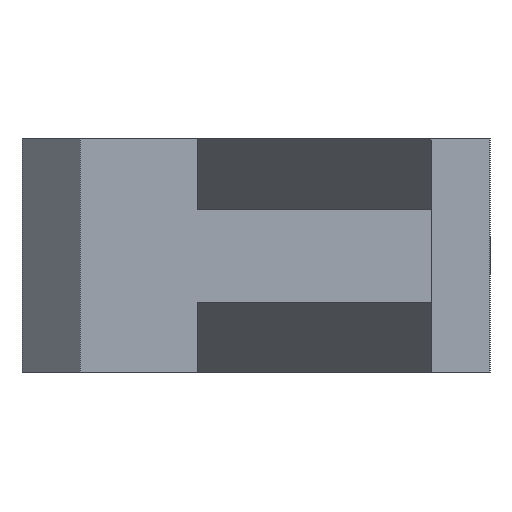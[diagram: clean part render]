
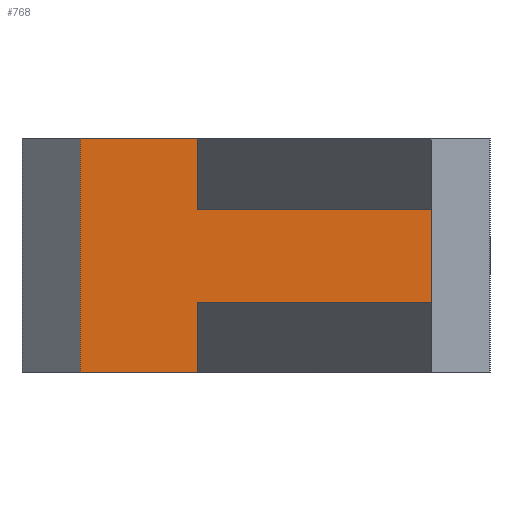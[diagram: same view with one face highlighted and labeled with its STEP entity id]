
A CAD part, left-side view. The second image highlights one B-rep face of the part: STEP entity #768.
In plain terms, the highlighted planar face has unit normal (-1, 0, 0).
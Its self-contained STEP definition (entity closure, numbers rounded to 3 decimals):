
#56=FACE_OUTER_BOUND('',#98,.T.);
#98=EDGE_LOOP('',(#549,#550,#551,#552,#553,#554,#555,#556));
#154=LINE('',#1138,#248);
#155=LINE('',#1141,#249);
#156=LINE('',#1143,#250);
#157=LINE('',#1145,#251);
#158=LINE('',#1147,#252);
#159=LINE('',#1149,#253);
#160=LINE('',#1151,#254);
#161=LINE('',#1152,#255);
#248=VECTOR('',#927,10.);
#249=VECTOR('',#930,10.);
#250=VECTOR('',#931,10.);
#251=VECTOR('',#932,10.);
#252=VECTOR('',#933,10.);
#253=VECTOR('',#934,10.);
#254=VECTOR('',#935,10.);
#255=VECTOR('',#936,10.);
#339=VERTEX_POINT('',#1131);
#342=VERTEX_POINT('',#1136);
#343=VERTEX_POINT('',#1140);
#344=VERTEX_POINT('',#1142);
#345=VERTEX_POINT('',#1144);
#346=VERTEX_POINT('',#1146);
#347=VERTEX_POINT('',#1148);
#348=VERTEX_POINT('',#1150);
#422=EDGE_CURVE('',#342,#339,#154,.T.);
#423=EDGE_CURVE('',#343,#342,#155,.T.);
#424=EDGE_CURVE('',#344,#343,#156,.T.);
#425=EDGE_CURVE('',#345,#344,#157,.T.);
#426=EDGE_CURVE('',#346,#345,#158,.T.);
#427=EDGE_CURVE('',#346,#347,#159,.T.);
#428=EDGE_CURVE('',#348,#347,#160,.T.);
#429=EDGE_CURVE('',#348,#339,#161,.T.);
#549=ORIENTED_EDGE('',*,*,#422,.F.);
#550=ORIENTED_EDGE('',*,*,#423,.F.);
#551=ORIENTED_EDGE('',*,*,#424,.F.);
#552=ORIENTED_EDGE('',*,*,#425,.F.);
#553=ORIENTED_EDGE('',*,*,#426,.F.);
#554=ORIENTED_EDGE('',*,*,#427,.T.);
#555=ORIENTED_EDGE('',*,*,#428,.F.);
#556=ORIENTED_EDGE('',*,*,#429,.T.);
#731=PLANE('',#831);
#768=ADVANCED_FACE('',(#56),#731,.T.);
#831=AXIS2_PLACEMENT_3D('',#1139,#928,#929);
#927=DIRECTION('',(0.,0.,1.));
#928=DIRECTION('center_axis',(-1.,0.,0.));
#929=DIRECTION('ref_axis',(0.,0.,1.));
#930=DIRECTION('',(0.,1.,0.));
#931=DIRECTION('',(0.,0.,-1.));
#932=DIRECTION('',(0.,1.,0.));
#933=DIRECTION('',(0.,0.,-1.));
#934=DIRECTION('',(0.,1.,0.));
#935=DIRECTION('',(0.,0.,-1.));
#936=DIRECTION('',(0.,1.,0.));
#1131=CARTESIAN_POINT('',(0.,35.,20.));
#1136=CARTESIAN_POINT('',(0.,35.,0.));
#1138=CARTESIAN_POINT('',(0.,35.,5.));
#1139=CARTESIAN_POINT('Origin',(0.,0.,0.));
#1140=CARTESIAN_POINT('',(0.,25.,0.));
#1141=CARTESIAN_POINT('',(0.,0.,0.));
#1142=CARTESIAN_POINT('',(0.,25.,6.));
#1143=CARTESIAN_POINT('',(0.,25.,20.));
#1144=CARTESIAN_POINT('',(0.,5.,6.));
#1145=CARTESIAN_POINT('',(0.,0.,6.));
#1146=CARTESIAN_POINT('',(0.,5.,14.));
#1147=CARTESIAN_POINT('',(0.,5.,20.));
#1148=CARTESIAN_POINT('',(0.,25.,14.));
#1149=CARTESIAN_POINT('',(0.,0.,14.));
#1150=CARTESIAN_POINT('',(0.,25.,20.));
#1151=CARTESIAN_POINT('',(0.,25.,20.));
#1152=CARTESIAN_POINT('',(0.,0.,20.));
